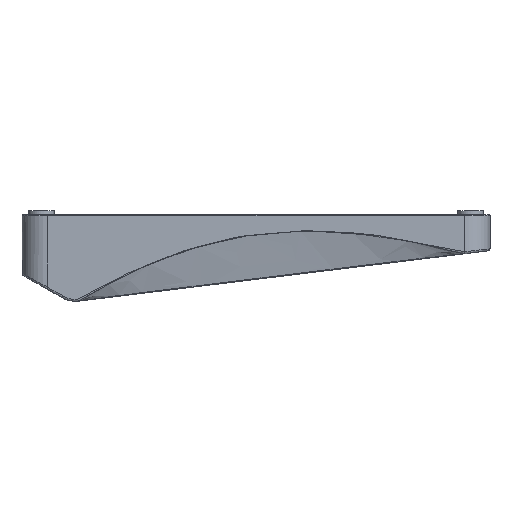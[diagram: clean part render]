
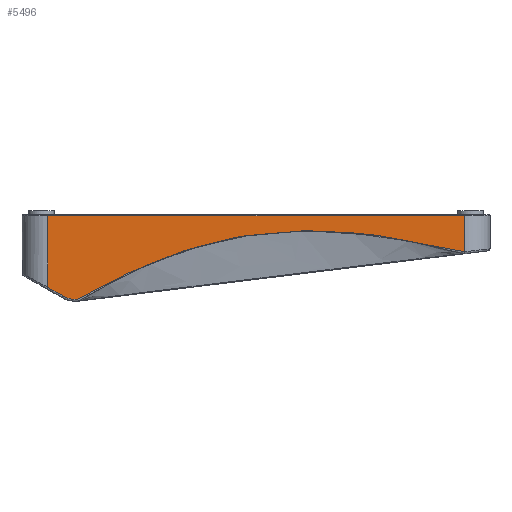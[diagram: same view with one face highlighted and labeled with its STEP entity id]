
A CAD part, left-side view. The second image highlights one B-rep face of the part: STEP entity #5496.
In plain terms, the highlighted planar face has unit normal (-1, 0, 0).
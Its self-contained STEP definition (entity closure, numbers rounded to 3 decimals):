
#69=B_SPLINE_CURVE_WITH_KNOTS('',3,(#8861,#8862,#8863,#8864,#8865,#8866,
#8867,#8868,#8869,#8870,#8871,#8872,#8873,#8874,#8875,#8876,#8877,#8878,
#8879,#8880,#8881),.UNSPECIFIED.,.F.,.F.,(4,1,1,1,1,1,1,1,1,1,1,1,1,1,1,
1,1,1,4),(-9.885,-9.797,-9.709,-9.665,
-9.62,-9.532,-9.179,-8.473,
-7.061,-5.649,-4.237,-2.824,
-1.412,-0.706,-0.353,-0.265,
-0.177,-0.088,-0.008),
 .UNSPECIFIED.);
#154=PLANE('',#5956);
#522=FACE_OUTER_BOUND('',#873,.T.);
#873=EDGE_LOOP('',(#4063,#4064,#4065,#4066,#4067,#4068));
#1288=LINE('',#8787,#1687);
#1300=LINE('',#8847,#1699);
#1301=LINE('',#8856,#1700);
#1302=LINE('',#8858,#1701);
#1687=VECTOR('',#6893,10.);
#1699=VECTOR('',#6957,6.35);
#1700=VECTOR('',#6962,10.);
#1701=VECTOR('',#6963,10.);
#2096=CIRCLE('',#5957,5.85);
#2514=VERTEX_POINT('',#8784);
#2515=VERTEX_POINT('',#8786);
#2533=VERTEX_POINT('',#8846);
#2535=VERTEX_POINT('',#8855);
#2536=VERTEX_POINT('',#8857);
#2537=VERTEX_POINT('',#8859);
#3079=EDGE_CURVE('',#2514,#2515,#1288,.T.);
#3108=EDGE_CURVE('',#2515,#2533,#1300,.T.);
#3111=EDGE_CURVE('',#2535,#2514,#1301,.T.);
#3112=EDGE_CURVE('',#2536,#2535,#1302,.T.);
#3113=EDGE_CURVE('',#2537,#2536,#2096,.T.);
#3114=EDGE_CURVE('',#2533,#2537,#69,.T.);
#4063=ORIENTED_EDGE('',*,*,#3079,.F.);
#4064=ORIENTED_EDGE('',*,*,#3111,.F.);
#4065=ORIENTED_EDGE('',*,*,#3112,.F.);
#4066=ORIENTED_EDGE('',*,*,#3113,.F.);
#4067=ORIENTED_EDGE('',*,*,#3114,.F.);
#4068=ORIENTED_EDGE('',*,*,#3108,.F.);
#5496=ADVANCED_FACE('',(#522),#154,.T.);
#5956=AXIS2_PLACEMENT_3D('',#8854,#6960,#6961);
#5957=AXIS2_PLACEMENT_3D('',#8860,#6964,#6965);
#6893=DIRECTION('',(0.,-1.,0.));
#6957=DIRECTION('',(0.,0.,-1.));
#6960=DIRECTION('center_axis',(-1.,0.,0.));
#6961=DIRECTION('ref_axis',(0.,-1.,0.));
#6962=DIRECTION('',(0.,0.,1.));
#6963=DIRECTION('',(0.,0.866,0.5));
#6964=DIRECTION('center_axis',(1.,0.,0.));
#6965=DIRECTION('ref_axis',(0.,0.199,-0.98));
#8784=CARTESIAN_POINT('',(-1.731,104.036,0.1));
#8786=CARTESIAN_POINT('',(-1.731,1.486,0.1));
#8787=CARTESIAN_POINT('',(-1.731,80.961,0.1));
#8846=CARTESIAN_POINT('',(-1.731,1.486,-8.823));
#8847=CARTESIAN_POINT('',(-1.731,1.486,-8.7));
#8854=CARTESIAN_POINT('Origin',(-1.731,109.162,-8.7));
#8855=CARTESIAN_POINT('',(-1.731,104.036,-17.563));
#8856=CARTESIAN_POINT('',(-1.731,104.036,-8.7));
#8857=CARTESIAN_POINT('',(-1.731,100.227,-19.763));
#8858=CARTESIAN_POINT('',(-1.731,105.053,-16.976));
#8859=CARTESIAN_POINT('',(-1.731,96.663,-20.512));
#8860=CARTESIAN_POINT('Origin',(-1.731,97.302,-14.696));
#8861=CARTESIAN_POINT('Ctrl Pts',(-1.731,1.486,-8.823));
#8862=CARTESIAN_POINT('Ctrl Pts',(-1.731,1.776,-8.777));
#8863=CARTESIAN_POINT('Ctrl Pts',(-1.731,2.353,-8.678));
#8864=CARTESIAN_POINT('Ctrl Pts',(-1.731,3.082,-8.54));
#8865=CARTESIAN_POINT('Ctrl Pts',(-1.731,3.656,-8.426));
#8866=CARTESIAN_POINT('Ctrl Pts',(-1.731,4.231,-8.309));
#8867=CARTESIAN_POINT('Ctrl Pts',(-1.731,5.816,-7.975));
#8868=CARTESIAN_POINT('Ctrl Pts',(-1.731,9.551,-7.148));
#8869=CARTESIAN_POINT('Ctrl Pts',(-1.731,17.621,-5.491));
#8870=CARTESIAN_POINT('Ctrl Pts',(-1.731,29.281,-3.83));
#8871=CARTESIAN_POINT('Ctrl Pts',(-1.731,43.428,-3.37));
#8872=CARTESIAN_POINT('Ctrl Pts',(-1.731,57.507,-4.864));
#8873=CARTESIAN_POINT('Ctrl Pts',(-1.731,71.21,-8.461));
#8874=CARTESIAN_POINT('Ctrl Pts',(-1.731,82.108,-12.961));
#8875=CARTESIAN_POINT('Ctrl Pts',(-1.731,89.443,-16.712));
#8876=CARTESIAN_POINT('Ctrl Pts',(-1.731,92.802,-18.541));
#8877=CARTESIAN_POINT('Ctrl Pts',(-1.731,94.362,-19.371));
#8878=CARTESIAN_POINT('Ctrl Pts',(-1.731,95.142,-19.776));
#8879=CARTESIAN_POINT('Ctrl Pts',(-1.731,95.915,-20.162));
#8880=CARTESIAN_POINT('Ctrl Pts',(-1.731,96.42,-20.4));
#8881=CARTESIAN_POINT('Ctrl Pts',(-1.731,96.663,-20.512));
